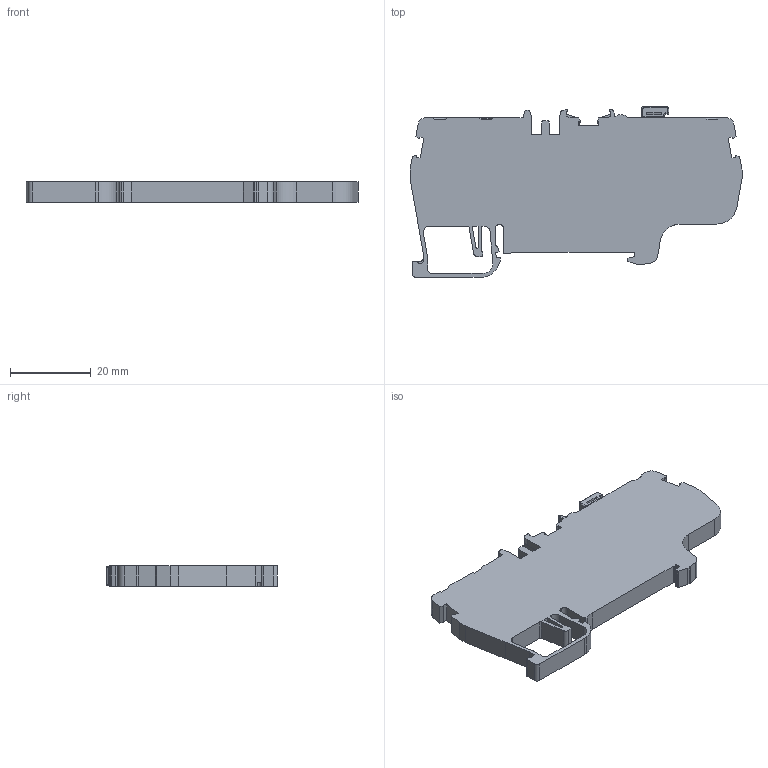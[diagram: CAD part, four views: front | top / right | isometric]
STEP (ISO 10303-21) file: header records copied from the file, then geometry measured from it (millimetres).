
FILE_DESCRIPTION (( 'STEP AP214' ), '1' );
FILE_NAME ('307459_PYK 2,5EA_Grey.STP', '2015-08-05T07:18:50', ( '' ), ( '' ), 'SwSTEP 2.0', 'SolidWorks 2015', '' );
FILE_SCHEMA (( 'AUTOMOTIVE_DESIGN' ));
Length unit declared in the file: millimetre
Products named in the file (1): 307459_PYK 2,5EA_Grey
Bounding box: 82.36 x 42.41 x 5 mm (x, y, z)
Volume: 12207.1 mm3; surface area: 6971.2 mm2
Topology: 1 solids, 1 shells, 374 faces, 1078 edges, 703 vertices
Faces by surface type: plane 212, cylinder 136, cone 12, torus 8, sphere 6
Entity records: 16249 total; most frequent: CARTESIAN_POINT 2313, ORIENTED_EDGE 2144, DIRECTION 2066, EDGE_CURVE 1072, VECTOR 734, LINE 734, VERTEX_POINT 703, AXIS2_PLACEMENT_3D 666
